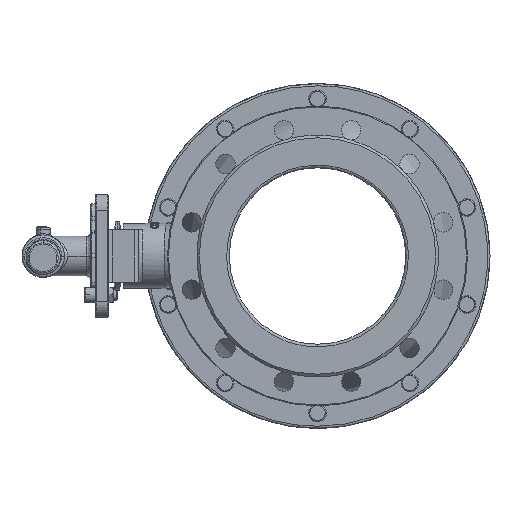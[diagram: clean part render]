
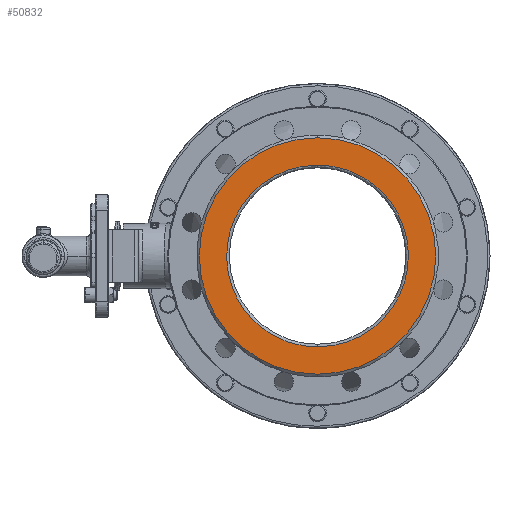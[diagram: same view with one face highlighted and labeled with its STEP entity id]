
A CAD part, left-side view. The second image highlights one B-rep face of the part: STEP entity #50832.
In plain terms, the highlighted planar face has unit normal (-1, 0, 0).
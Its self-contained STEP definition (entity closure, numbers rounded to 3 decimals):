
#1550 = CARTESIAN_POINT ( 'NONE',  ( -65.893, -28.25, -81.057 ) ) ;
#4376 = DIRECTION ( 'NONE',  ( 1., 0., 0. ) ) ;
#5682 = CARTESIAN_POINT ( 'NONE',  ( -65.893, -234.25, 124.943 ) ) ;
#6627 =( BOUNDED_CURVE ( )  B_SPLINE_CURVE ( 3, ( #1550, #26138, #5682, #34434 ),
 .UNSPECIFIED., .F., .F. ) 
 B_SPLINE_CURVE_WITH_KNOTS ( ( 4, 4 ),
 ( 0., 1. ),
 .UNSPECIFIED. ) 
 CURVE ( )  GEOMETRIC_REPRESENTATION_ITEM ( )  RATIONAL_B_SPLINE_CURVE ( ( 1., 0.333, 0.333, 1. ) ) 
 REPRESENTATION_ITEM ( '' )  );
#7398 = CARTESIAN_POINT ( 'NONE',  ( -65.893, -28.25, 124.943 ) ) ;
#7575 = CARTESIAN_POINT ( 'NONE',  ( -65.893, 177.75, -81.057 ) ) ;
#9202 = VERTEX_POINT ( 'NONE', #28131 ) ;
#12169 = DIRECTION ( 'NONE',  ( 1., 0., 0. ) ) ;
#13012 = ORIENTED_EDGE ( 'NONE', *, *, #23024, .F. ) ;
#13895 = VERTEX_POINT ( 'NONE', #46571 ) ;
#20144 = VERTEX_POINT ( 'NONE', #43743 ) ;
#20197 = EDGE_LOOP ( 'NONE', ( #32524, #43165 ) ) ;
#20735 = CIRCLE ( 'NONE', #33784, 134. ) ;
#21243 = EDGE_LOOP ( 'NONE', ( #13012, #33282 ) ) ;
#21986 = VERTEX_POINT ( 'NONE', #31429 ) ;
#22148 = DIRECTION ( 'NONE',  ( 1., 0., 0. ) ) ;
#23024 = EDGE_CURVE ( 'NONE', #9202, #21986, #46919, .T. ) ;
#26138 = CARTESIAN_POINT ( 'NONE',  ( -65.893, -234.25, -81.057 ) ) ;
#28131 = CARTESIAN_POINT ( 'NONE',  ( -65.893, -28.25, -112.057 ) ) ;
#28487 = CARTESIAN_POINT ( 'NONE',  ( -65.893, -28.25, 21.943 ) ) ;
#28966 = CARTESIAN_POINT ( 'NONE',  ( -65.893, -28.25, 21.943 ) ) ;
#29431 = FACE_OUTER_BOUND ( 'NONE', #21243, .T. ) ;
#29436 =( BOUNDED_CURVE ( )  B_SPLINE_CURVE ( 3, ( #7398, #44408, #7575, #36322 ),
 .UNSPECIFIED., .F., .F. ) 
 B_SPLINE_CURVE_WITH_KNOTS ( ( 4, 4 ),
 ( 0., 1. ),
 .UNSPECIFIED. ) 
 CURVE ( )  GEOMETRIC_REPRESENTATION_ITEM ( )  RATIONAL_B_SPLINE_CURVE ( ( 1., 0.333, 0.333, 1. ) ) 
 REPRESENTATION_ITEM ( '' )  );
#31429 = CARTESIAN_POINT ( 'NONE',  ( -65.893, -28.25, 155.943 ) ) ;
#31964 = EDGE_CURVE ( 'NONE', #20144, #13895, #6627, .T. ) ;
#32524 = ORIENTED_EDGE ( 'NONE', *, *, #31964, .F. ) ;
#33130 = DIRECTION ( 'NONE',  ( 0., 0., 1. ) ) ;
#33282 = ORIENTED_EDGE ( 'NONE', *, *, #36768, .F. ) ;
#33784 = AXIS2_PLACEMENT_3D ( 'NONE', #28966, #4376, #33130 ) ;
#34434 = CARTESIAN_POINT ( 'NONE',  ( -65.893, -28.25, 124.943 ) ) ;
#36322 = CARTESIAN_POINT ( 'NONE',  ( -65.893, -28.25, -81.057 ) ) ;
#36768 = EDGE_CURVE ( 'NONE', #21986, #9202, #20735, .T. ) ;
#37803 = EDGE_CURVE ( 'NONE', #13895, #20144, #29436, .T. ) ;
#38904 = AXIS2_PLACEMENT_3D ( 'NONE', #28487, #12169, #40914 ) ;
#40734 = PLANE ( 'NONE',  #38904 ) ;
#40914 = DIRECTION ( 'NONE',  ( 0., 0., -1. ) ) ;
#41675 = FACE_BOUND ( 'NONE', #20197, .T. ) ;
#43165 = ORIENTED_EDGE ( 'NONE', *, *, #37803, .F. ) ;
#43743 = CARTESIAN_POINT ( 'NONE',  ( -65.893, -28.25, -81.057 ) ) ;
#44408 = CARTESIAN_POINT ( 'NONE',  ( -65.893, 177.75, 124.943 ) ) ;
#46242 = AXIS2_PLACEMENT_3D ( 'NONE', #46776, #22148, #50890 ) ;
#46571 = CARTESIAN_POINT ( 'NONE',  ( -65.893, -28.25, 124.943 ) ) ;
#46776 = CARTESIAN_POINT ( 'NONE',  ( -65.893, -28.25, 21.943 ) ) ;
#46919 = CIRCLE ( 'NONE', #46242, 134. ) ;
#50832 = ADVANCED_FACE ( 'NONE', ( #29431, #41675 ), #40734, .F. ) ;
#50890 = DIRECTION ( 'NONE',  ( 0., 0., 1. ) ) ;
